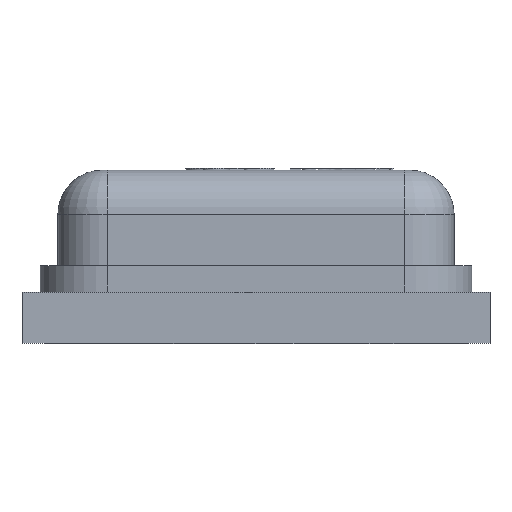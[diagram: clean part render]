
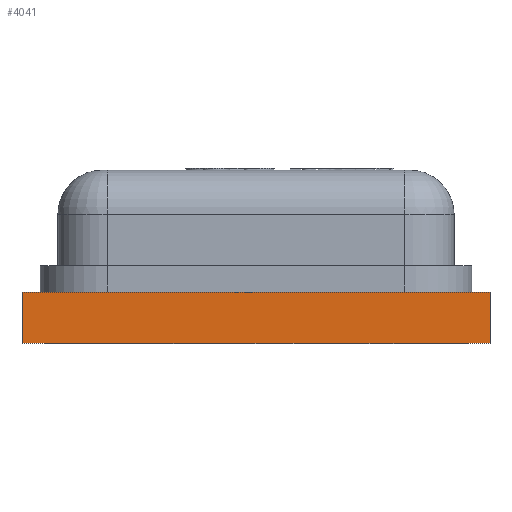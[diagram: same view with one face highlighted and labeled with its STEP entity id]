
A CAD part, front view. The second image highlights one B-rep face of the part: STEP entity #4041.
In plain terms, the highlighted planar face has unit normal (0, -1, 0).
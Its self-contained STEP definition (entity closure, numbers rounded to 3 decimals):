
#466 = EDGE_CURVE ( 'NONE', #3277, #9978, #10841, .T. ) ;
#1396 = CARTESIAN_POINT ( 'NONE',  ( -1.325, -1.75, 0. ) ) ;
#1424 = EDGE_CURVE ( 'NONE', #3277, #2597, #4472, .T. ) ;
#2342 = DIRECTION ( 'NONE',  ( 0., 1., 0. ) ) ;
#2389 = EDGE_LOOP ( 'NONE', ( #7510, #7175, #6402, #4039 ) ) ;
#2597 = VERTEX_POINT ( 'NONE', #9669 ) ;
#2685 = VECTOR ( 'NONE', #8944, 1000. ) ;
#2744 = EDGE_CURVE ( 'NONE', #9978, #12115, #5219, .T. ) ;
#2994 = DIRECTION ( 'NONE',  ( 0., 0., 1. ) ) ;
#3277 = VERTEX_POINT ( 'NONE', #13465 ) ;
#4039 = ORIENTED_EDGE ( 'NONE', *, *, #466, .T. ) ;
#4041 = ADVANCED_FACE ( 'NONE', ( #10582 ), #10467, .F. ) ;
#4472 = LINE ( 'NONE', #6019, #6969 ) ;
#4972 = DIRECTION ( 'NONE',  ( 1., 0., 0. ) ) ;
#5042 = CARTESIAN_POINT ( 'NONE',  ( -1.325, -1.75, 0. ) ) ;
#5219 = LINE ( 'NONE', #5042, #10591 ) ;
#5631 = DIRECTION ( 'NONE',  ( 1., 0., 0. ) ) ;
#5851 = VECTOR ( 'NONE', #7054, 1000. ) ;
#5940 = CARTESIAN_POINT ( 'NONE',  ( 1.325, -1.75, 0.29 ) ) ;
#6019 = CARTESIAN_POINT ( 'NONE',  ( -1.325, -1.75, 0.29 ) ) ;
#6402 = ORIENTED_EDGE ( 'NONE', *, *, #1424, .F. ) ;
#6969 = VECTOR ( 'NONE', #5631, 1000. ) ;
#7054 = DIRECTION ( 'NONE',  ( 0., 0., -1. ) ) ;
#7175 = ORIENTED_EDGE ( 'NONE', *, *, #9672, .F. ) ;
#7319 = CARTESIAN_POINT ( 'NONE',  ( 1.325, -1.75, 0. ) ) ;
#7510 = ORIENTED_EDGE ( 'NONE', *, *, #2744, .T. ) ;
#8944 = DIRECTION ( 'NONE',  ( 0., 0., -1. ) ) ;
#8998 = CARTESIAN_POINT ( 'NONE',  ( -1.325, -1.75, 0.29 ) ) ;
#9368 = CARTESIAN_POINT ( 'NONE',  ( -1.325, -1.75, 0.29 ) ) ;
#9669 = CARTESIAN_POINT ( 'NONE',  ( 1.325, -1.75, 0.29 ) ) ;
#9672 = EDGE_CURVE ( 'NONE', #2597, #12115, #11562, .T. ) ;
#9978 = VERTEX_POINT ( 'NONE', #1396 ) ;
#10467 = PLANE ( 'NONE',  #11010 ) ;
#10582 = FACE_OUTER_BOUND ( 'NONE', #2389, .T. ) ;
#10591 = VECTOR ( 'NONE', #4972, 1000. ) ;
#10841 = LINE ( 'NONE', #8998, #2685 ) ;
#11010 = AXIS2_PLACEMENT_3D ( 'NONE', #9368, #2342, #2994 ) ;
#11562 = LINE ( 'NONE', #5940, #5851 ) ;
#12115 = VERTEX_POINT ( 'NONE', #7319 ) ;
#13465 = CARTESIAN_POINT ( 'NONE',  ( -1.325, -1.75, 0.29 ) ) ;
